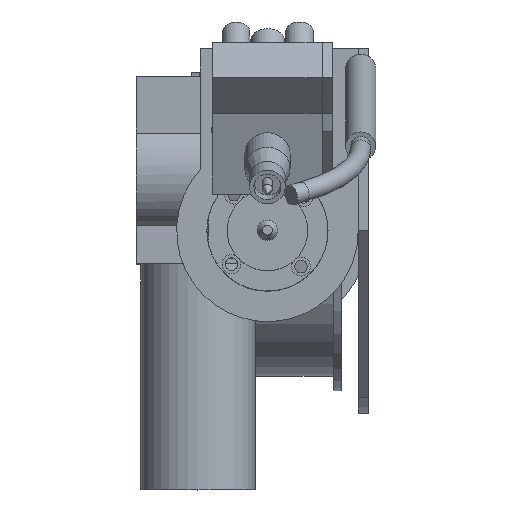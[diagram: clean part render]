
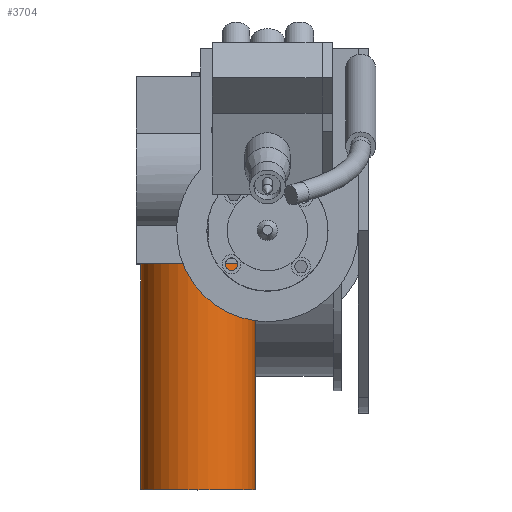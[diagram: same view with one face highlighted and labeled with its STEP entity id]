
A CAD part, top view. The second image highlights one B-rep face of the part: STEP entity #3704.
In plain terms, the highlighted cylindrical face has radius 18.034 mm (diameter 36.068 mm), a full revolution.
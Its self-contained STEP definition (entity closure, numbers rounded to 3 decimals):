
#573=FACE_OUTER_BOUND('',#892,.T.);
#892=EDGE_LOOP('',(#3219,#3220,#3221,#3222));
#1144=LINE('',#6515,#1397);
#1397=VECTOR('',#5354,18.034);
#1640=CIRCLE('',#4286,18.034);
#1641=CIRCLE('',#4289,18.034);
#1923=VERTEX_POINT('',#6509);
#1924=VERTEX_POINT('',#6513);
#2365=EDGE_CURVE('',#1923,#1923,#1640,.T.);
#2366=EDGE_CURVE('',#1924,#1924,#1641,.T.);
#2367=EDGE_CURVE('',#1924,#1923,#1144,.T.);
#3219=ORIENTED_EDGE('',*,*,#2366,.F.);
#3220=ORIENTED_EDGE('',*,*,#2367,.T.);
#3221=ORIENTED_EDGE('',*,*,#2365,.F.);
#3222=ORIENTED_EDGE('',*,*,#2367,.F.);
#3488=CYLINDRICAL_SURFACE('',#4288,18.034);
#3704=ADVANCED_FACE('',(#573),#3488,.T.);
#4286=AXIS2_PLACEMENT_3D('',#6510,#5346,#5347);
#4288=AXIS2_PLACEMENT_3D('',#6512,#5350,#5351);
#4289=AXIS2_PLACEMENT_3D('',#6514,#5352,#5353);
#5346=DIRECTION('center_axis',(0.,1.,0.));
#5347=DIRECTION('ref_axis',(1.,0.,0.));
#5350=DIRECTION('center_axis',(0.,-1.,0.));
#5351=DIRECTION('ref_axis',(1.,0.,0.));
#5352=DIRECTION('center_axis',(0.,-1.,0.));
#5353=DIRECTION('ref_axis',(1.,0.,0.));
#5354=DIRECTION('',(0.,1.,0.));
#6509=CARTESIAN_POINT('',(-18.034,0.,0.));
#6510=CARTESIAN_POINT('Origin',(0.,0.,0.));
#6512=CARTESIAN_POINT('Origin',(0.,0.,0.));
#6513=CARTESIAN_POINT('',(-18.034,-71.12,0.));
#6514=CARTESIAN_POINT('Origin',(0.,-71.12,0.));
#6515=CARTESIAN_POINT('',(-18.034,0.,0.));
